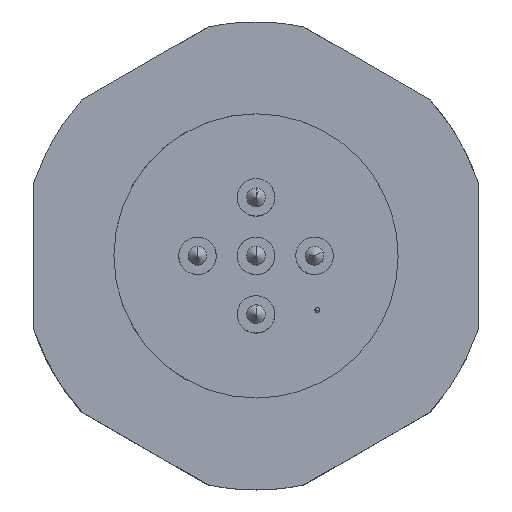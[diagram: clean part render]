
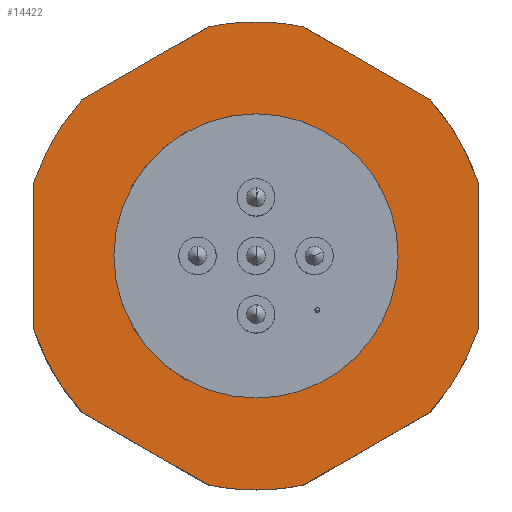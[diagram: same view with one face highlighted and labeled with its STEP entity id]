
A CAD part, top view. The second image highlights one B-rep face of the part: STEP entity #14422.
In plain terms, the highlighted planar face has unit normal (0, 0, 1).
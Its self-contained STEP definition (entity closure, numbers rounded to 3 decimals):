
#13316=AXIS2_PLACEMENT_3D('Circle Axis2P3D',#13314,#13315,$) ;
#13409=AXIS2_PLACEMENT_3D('Circle Axis2P3D',#13407,#13408,$) ;
#14055=AXIS2_PLACEMENT_3D('Circle Axis2P3D',#14053,#14054,$) ;
#14080=AXIS2_PLACEMENT_3D('Circle Axis2P3D',#14078,#14079,$) ;
#14098=AXIS2_PLACEMENT_3D('Circle Axis2P3D',#14096,#14097,$) ;
#14123=AXIS2_PLACEMENT_3D('Circle Axis2P3D',#14121,#14122,$) ;
#14141=AXIS2_PLACEMENT_3D('Circle Axis2P3D',#14139,#14140,$) ;
#14159=AXIS2_PLACEMENT_3D('Circle Axis2P3D',#14157,#14158,$) ;
#14349=AXIS2_PLACEMENT_3D('Circle Axis2P3D',#14347,#14348,$) ;
#14400=AXIS2_PLACEMENT_3D('Plane Axis2P3D',#14397,#14398,#14399) ;
#13248=CARTESIAN_POINT('Vertex',(16.949,3.331,20.5)) ;
#13251=CARTESIAN_POINT('Line Origine',(14.245,1.77,20.5)) ;
#13255=CARTESIAN_POINT('Vertex',(11.541,0.208,20.5)) ;
#13311=CARTESIAN_POINT('Vertex',(18.995,6.874,20.5)) ;
#13314=CARTESIAN_POINT('Axis2P3D Location',(9.495,9.997,20.5)) ;
#13348=CARTESIAN_POINT('Vertex',(18.995,13.119,20.5)) ;
#13351=CARTESIAN_POINT('Line Origine',(18.995,9.997,20.5)) ;
#13404=CARTESIAN_POINT('Vertex',(16.949,16.663,20.5)) ;
#13407=CARTESIAN_POINT('Axis2P3D Location',(9.495,9.997,20.5)) ;
#13441=CARTESIAN_POINT('Vertex',(11.541,19.785,20.5)) ;
#13444=CARTESIAN_POINT('Line Origine',(14.245,18.224,20.5)) ;
#13943=CARTESIAN_POINT('Vertex',(7.449,0.208,20.5)) ;
#13946=CARTESIAN_POINT('Line Origine',(4.745,1.77,20.5)) ;
#13950=CARTESIAN_POINT('Vertex',(2.041,3.331,20.5)) ;
#13981=CARTESIAN_POINT('Vertex',(-0.005,6.874,20.5)) ;
#13984=CARTESIAN_POINT('Line Origine',(-0.005,9.997,20.5)) ;
#13988=CARTESIAN_POINT('Vertex',(-0.005,13.119,20.5)) ;
#14019=CARTESIAN_POINT('Vertex',(2.041,16.663,20.5)) ;
#14022=CARTESIAN_POINT('Line Origine',(4.745,18.224,20.5)) ;
#14026=CARTESIAN_POINT('Vertex',(7.449,19.785,20.5)) ;
#14053=CARTESIAN_POINT('Axis2P3D Location',(9.495,9.997,20.5)) ;
#14075=CARTESIAN_POINT('Vertex',(9.495,19.997,20.5)) ;
#14078=CARTESIAN_POINT('Axis2P3D Location',(9.495,9.997,20.5)) ;
#14096=CARTESIAN_POINT('Axis2P3D Location',(9.495,9.997,20.5)) ;
#14118=CARTESIAN_POINT('Vertex',(9.495,-0.003,20.5)) ;
#14121=CARTESIAN_POINT('Axis2P3D Location',(9.495,9.997,20.5)) ;
#14139=CARTESIAN_POINT('Axis2P3D Location',(9.495,9.997,20.5)) ;
#14157=CARTESIAN_POINT('Axis2P3D Location',(9.495,9.997,20.5)) ;
#14344=CARTESIAN_POINT('Vertex',(9.495,16.072,20.5)) ;
#14347=CARTESIAN_POINT('Axis2P3D Location',(9.495,9.997,20.5)) ;
#14351=CARTESIAN_POINT('Vertex',(9.495,3.922,20.5)) ;
#14373=CARTESIAN_POINT('Control Point',(9.495,16.072,20.5)) ;
#14374=CARTESIAN_POINT('Control Point',(10.449,16.072,20.5)) ;
#14375=CARTESIAN_POINT('Control Point',(11.404,15.885,20.5)) ;
#14376=CARTESIAN_POINT('Control Point',(12.309,15.51,20.5)) ;
#14377=CARTESIAN_POINT('Control Point',(13.923,14.425,20.5)) ;
#14378=CARTESIAN_POINT('Control Point',(15.008,12.811,20.5)) ;
#14379=CARTESIAN_POINT('Control Point',(15.383,11.905,20.5)) ;
#14380=CARTESIAN_POINT('Control Point',(15.758,9.997,20.5)) ;
#14381=CARTESIAN_POINT('Control Point',(15.383,8.088,20.5)) ;
#14382=CARTESIAN_POINT('Control Point',(15.008,7.183,20.5)) ;
#14383=CARTESIAN_POINT('Control Point',(13.923,5.569,20.5)) ;
#14384=CARTESIAN_POINT('Control Point',(12.309,4.484,20.5)) ;
#14385=CARTESIAN_POINT('Control Point',(11.404,4.109,20.5)) ;
#14386=CARTESIAN_POINT('Control Point',(10.449,3.922,20.5)) ;
#14387=CARTESIAN_POINT('Control Point',(9.495,3.922,20.5)) ;
#14397=CARTESIAN_POINT('Axis2P3D Location',(9.495,1.959,20.5)) ;
#13252=DIRECTION('Vector Direction',(0.866,0.5,0.)) ;
#13315=DIRECTION('Axis2P3D Direction',(0.,0.,-1.)) ;
#13352=DIRECTION('Vector Direction',(0.,1.,0.)) ;
#13408=DIRECTION('Axis2P3D Direction',(0.,0.,-1.)) ;
#13445=DIRECTION('Vector Direction',(-0.866,0.5,0.)) ;
#13947=DIRECTION('Vector Direction',(0.866,-0.5,0.)) ;
#13985=DIRECTION('Vector Direction',(0.,-1.,0.)) ;
#14023=DIRECTION('Vector Direction',(-0.866,-0.5,0.)) ;
#14054=DIRECTION('Axis2P3D Direction',(0.,0.,-1.)) ;
#14079=DIRECTION('Axis2P3D Direction',(0.,0.,-1.)) ;
#14097=DIRECTION('Axis2P3D Direction',(0.,0.,-1.)) ;
#14122=DIRECTION('Axis2P3D Direction',(0.,0.,-1.)) ;
#14140=DIRECTION('Axis2P3D Direction',(0.,0.,-1.)) ;
#14158=DIRECTION('Axis2P3D Direction',(0.,0.,-1.)) ;
#14348=DIRECTION('Axis2P3D Direction',(0.,0.,-1.)) ;
#14398=DIRECTION('Axis2P3D Direction',(0.,0.,1.)) ;
#14399=DIRECTION('Axis2P3D XDirection',(-1.,0.,0.)) ;
#13253=VECTOR('Line Direction',#13252,1.) ;
#13353=VECTOR('Line Direction',#13352,1.) ;
#13446=VECTOR('Line Direction',#13445,1.) ;
#13948=VECTOR('Line Direction',#13947,1.) ;
#13986=VECTOR('Line Direction',#13985,1.) ;
#14024=VECTOR('Line Direction',#14023,1.) ;
#14403=ORIENTED_EDGE('',*,*,#13257,.T.) ;
#14404=ORIENTED_EDGE('',*,*,#13318,.F.) ;
#14405=ORIENTED_EDGE('',*,*,#13355,.T.) ;
#14406=ORIENTED_EDGE('',*,*,#13411,.F.) ;
#14407=ORIENTED_EDGE('',*,*,#13448,.T.) ;
#14408=ORIENTED_EDGE('',*,*,#14100,.F.) ;
#14409=ORIENTED_EDGE('',*,*,#14082,.F.) ;
#14410=ORIENTED_EDGE('',*,*,#14028,.T.) ;
#14411=ORIENTED_EDGE('',*,*,#14057,.F.) ;
#14412=ORIENTED_EDGE('',*,*,#13990,.T.) ;
#14413=ORIENTED_EDGE('',*,*,#14161,.F.) ;
#14414=ORIENTED_EDGE('',*,*,#13952,.T.) ;
#14415=ORIENTED_EDGE('',*,*,#14125,.F.) ;
#14416=ORIENTED_EDGE('',*,*,#14143,.F.) ;
#14419=ORIENTED_EDGE('',*,*,#14353,.T.) ;
#14420=ORIENTED_EDGE('',*,*,#14388,.T.) ;
#14421=FACE_BOUND('',#14418,.T.) ;
#14422=ADVANCED_FACE('V1',(#14417,#14421),#14401,.T.) ;
#14372=B_SPLINE_CURVE_WITH_KNOTS('',5,(#14373,#14374,#14375,#14376,#14377,#14378,#14379,#14380,#14381,#14382,#14383,#14384,#14385,#14386,#14387),.UNSPECIFIED.,.F.,.U.,(6,3,3,3,6),(-9.543,-4.771,0.,4.771,9.543),.UNSPECIFIED.) ;
#13317=CIRCLE('generated circle',#13316,10.) ;
#13410=CIRCLE('generated circle',#13409,10.) ;
#14056=CIRCLE('generated circle',#14055,10.) ;
#14081=CIRCLE('generated circle',#14080,10.) ;
#14099=CIRCLE('generated circle',#14098,10.) ;
#14124=CIRCLE('generated circle',#14123,10.) ;
#14142=CIRCLE('generated circle',#14141,10.) ;
#14160=CIRCLE('generated circle',#14159,10.) ;
#14350=CIRCLE('generated circle',#14349,6.075) ;
#13257=EDGE_CURVE('',#13256,#13249,#13254,.T.) ;
#13318=EDGE_CURVE('',#13312,#13249,#13317,.T.) ;
#13355=EDGE_CURVE('',#13312,#13349,#13354,.T.) ;
#13411=EDGE_CURVE('',#13405,#13349,#13410,.T.) ;
#13448=EDGE_CURVE('',#13405,#13442,#13447,.T.) ;
#13952=EDGE_CURVE('',#13951,#13944,#13949,.T.) ;
#13990=EDGE_CURVE('',#13989,#13982,#13987,.T.) ;
#14028=EDGE_CURVE('',#14027,#14020,#14025,.T.) ;
#14057=EDGE_CURVE('',#13989,#14020,#14056,.T.) ;
#14082=EDGE_CURVE('',#14027,#14076,#14081,.T.) ;
#14100=EDGE_CURVE('',#14076,#13442,#14099,.T.) ;
#14125=EDGE_CURVE('',#14119,#13944,#14124,.T.) ;
#14143=EDGE_CURVE('',#13256,#14119,#14142,.T.) ;
#14161=EDGE_CURVE('',#13951,#13982,#14160,.T.) ;
#14353=EDGE_CURVE('',#14352,#14345,#14350,.T.) ;
#14388=EDGE_CURVE('',#14345,#14352,#14372,.T.) ;
#14402=EDGE_LOOP('',(#14403,#14404,#14405,#14406,#14407,#14408,#14409,#14410,#14411,#14412,#14413,#14414,#14415,#14416)) ;
#14418=EDGE_LOOP('',(#14419,#14420)) ;
#14417=FACE_OUTER_BOUND('',#14402,.T.) ;
#13254=LINE('Line',#13251,#13253) ;
#13354=LINE('Line',#13351,#13353) ;
#13447=LINE('Line',#13444,#13446) ;
#13949=LINE('Line',#13946,#13948) ;
#13987=LINE('Line',#13984,#13986) ;
#14025=LINE('Line',#14022,#14024) ;
#14401=PLANE('',#14400) ;
#13249=VERTEX_POINT('',#13248) ;
#13256=VERTEX_POINT('',#13255) ;
#13312=VERTEX_POINT('',#13311) ;
#13349=VERTEX_POINT('',#13348) ;
#13405=VERTEX_POINT('',#13404) ;
#13442=VERTEX_POINT('',#13441) ;
#13944=VERTEX_POINT('',#13943) ;
#13951=VERTEX_POINT('',#13950) ;
#13982=VERTEX_POINT('',#13981) ;
#13989=VERTEX_POINT('',#13988) ;
#14020=VERTEX_POINT('',#14019) ;
#14027=VERTEX_POINT('',#14026) ;
#14076=VERTEX_POINT('',#14075) ;
#14119=VERTEX_POINT('',#14118) ;
#14345=VERTEX_POINT('',#14344) ;
#14352=VERTEX_POINT('',#14351) ;
